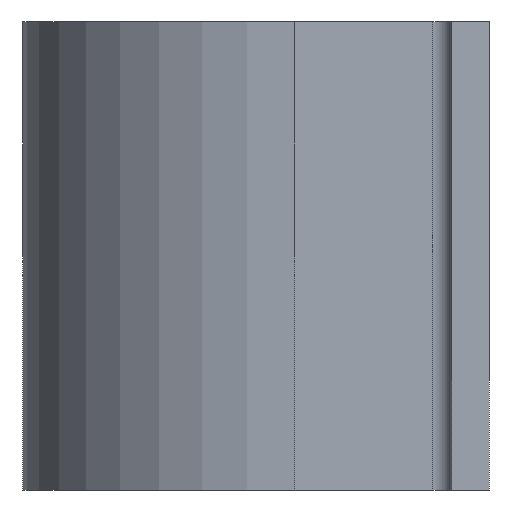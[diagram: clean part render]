
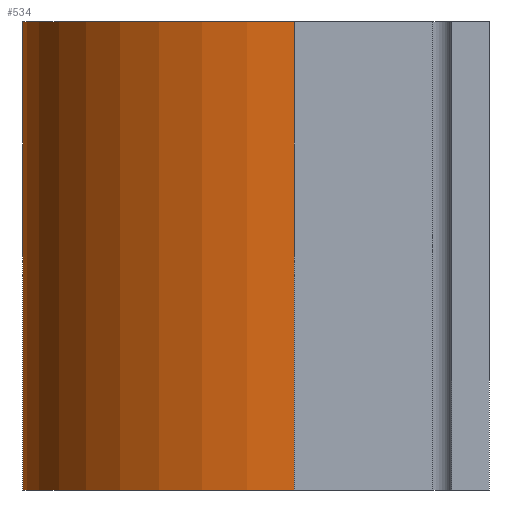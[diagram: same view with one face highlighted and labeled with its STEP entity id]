
A CAD part, left-side view. The second image highlights one B-rep face of the part: STEP entity #534.
In plain terms, the highlighted cylindrical face has radius 11.049 mm (diameter 22.098 mm), a partial arc.
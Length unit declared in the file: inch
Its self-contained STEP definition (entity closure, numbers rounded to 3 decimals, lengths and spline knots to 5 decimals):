
#47 = EDGE_CURVE ( 'NONE', #270, #125, #478, .T. ) ;
#50 = AXIS2_PLACEMENT_3D ( 'NONE', #395, #148, #437 ) ;
#74 = VECTOR ( 'NONE', #444, 39.37008 ) ;
#87 = DIRECTION ( 'NONE',  ( -1., 0., 0. ) ) ;
#93 = ORIENTED_EDGE ( 'NONE', *, *, #201, .F. ) ;
#107 = AXIS2_PLACEMENT_3D ( 'NONE', #315, #188, #349 ) ;
#125 = VERTEX_POINT ( 'NONE', #348 ) ;
#148 = DIRECTION ( 'NONE',  ( 0., 0., -1. ) ) ;
#150 = LINE ( 'NONE', #523, #468 ) ;
#188 = DIRECTION ( 'NONE',  ( 0., 0., -1. ) ) ;
#194 = CIRCLE ( 'NONE', #107, 0.435 ) ;
#201 = EDGE_CURVE ( 'NONE', #270, #507, #150, .T. ) ;
#202 = CYLINDRICAL_SURFACE ( 'NONE', #505, 0.435 ) ;
#208 = EDGE_LOOP ( 'NONE', ( #344, #93, #244, #363 ) ) ;
#223 = DIRECTION ( 'NONE',  ( 0., 0., -1. ) ) ;
#244 = ORIENTED_EDGE ( 'NONE', *, *, #47, .T. ) ;
#256 = CARTESIAN_POINT ( 'NONE',  ( 0.815, 0.312, 0.375 ) ) ;
#270 = VERTEX_POINT ( 'NONE', #256 ) ;
#290 = EDGE_CURVE ( 'NONE', #507, #470, #194, .T. ) ;
#306 = EDGE_CURVE ( 'NONE', #125, #470, #549, .T. ) ;
#315 = CARTESIAN_POINT ( 'NONE',  ( 1.25, 0.312, -0.375 ) ) ;
#339 = CARTESIAN_POINT ( 'NONE',  ( 0.815, 0.312, -0.375 ) ) ;
#344 = ORIENTED_EDGE ( 'NONE', *, *, #290, .F. ) ;
#348 = CARTESIAN_POINT ( 'NONE',  ( 1.685, 0.312, 0.375 ) ) ;
#349 = DIRECTION ( 'NONE',  ( 1., 0., 0. ) ) ;
#363 = ORIENTED_EDGE ( 'NONE', *, *, #306, .T. ) ;
#395 = CARTESIAN_POINT ( 'NONE',  ( 1.25, 0.312, 0.375 ) ) ;
#418 = FACE_OUTER_BOUND ( 'NONE', #208, .T. ) ;
#437 = DIRECTION ( 'NONE',  ( 1., 0., 0. ) ) ;
#444 = DIRECTION ( 'NONE',  ( 0., 0., -1. ) ) ;
#468 = VECTOR ( 'NONE', #490, 39.37008 ) ;
#470 = VERTEX_POINT ( 'NONE', #515 ) ;
#478 = CIRCLE ( 'NONE', #50, 0.435 ) ;
#490 = DIRECTION ( 'NONE',  ( 0., 0., -1. ) ) ;
#505 = AXIS2_PLACEMENT_3D ( 'NONE', #519, #223, #87 ) ;
#507 = VERTEX_POINT ( 'NONE', #339 ) ;
#515 = CARTESIAN_POINT ( 'NONE',  ( 1.685, 0.312, -0.375 ) ) ;
#519 = CARTESIAN_POINT ( 'NONE',  ( 1.25, 0.312, 0.375 ) ) ;
#523 = CARTESIAN_POINT ( 'NONE',  ( 0.815, 0.312, 0.375 ) ) ;
#531 = CARTESIAN_POINT ( 'NONE',  ( 1.685, 0.312, 0.375 ) ) ;
#534 = ADVANCED_FACE ( 'NONE', ( #418 ), #202, .T. ) ;
#549 = LINE ( 'NONE', #531, #74 ) ;
